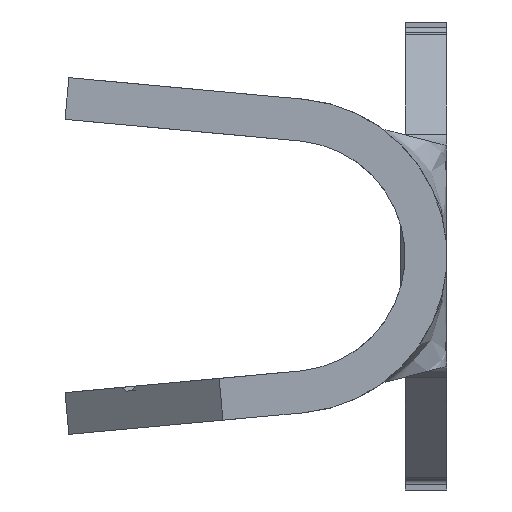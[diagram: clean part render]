
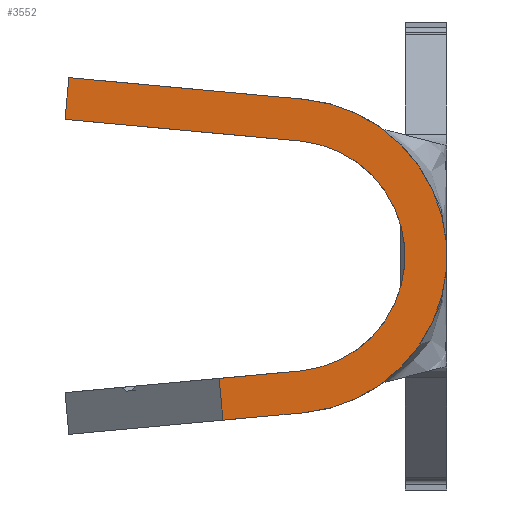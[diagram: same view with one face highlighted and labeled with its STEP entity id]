
A CAD part, left-side view. The second image highlights one B-rep face of the part: STEP entity #3552.
In plain terms, the highlighted planar face has unit normal (-1, 0, 0).
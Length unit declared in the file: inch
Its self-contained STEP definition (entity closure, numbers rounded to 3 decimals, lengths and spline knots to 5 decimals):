
#44 = AXIS2_PLACEMENT_3D ( 'NONE', #482, #3986, #986 ) ;
#147 = CARTESIAN_POINT ( 'NONE',  ( -0.74, 0.13625, 0.14937 ) ) ;
#310 = CARTESIAN_POINT ( 'NONE',  ( -0.74, 0.13625, -0.14937 ) ) ;
#408 = DIRECTION ( 'NONE',  ( 0., -0.092, -0.996 ) ) ;
#453 = VERTEX_POINT ( 'NONE', #4577 ) ;
#482 = CARTESIAN_POINT ( 'NONE',  ( -0.74, 0.15, 0. ) ) ;
#512 = ORIENTED_EDGE ( 'NONE', *, *, #988, .F. ) ;
#986 = DIRECTION ( 'NONE',  ( 0., 0., -1. ) ) ;
#988 = EDGE_CURVE ( 'NONE', #1256, #2257, #1713, .T. ) ;
#1159 = LINE ( 'NONE', #2194, #6337 ) ;
#1256 = VERTEX_POINT ( 'NONE', #147 ) ;
#1356 = EDGE_CURVE ( 'NONE', #453, #2084, #1159, .T. ) ;
#1540 = CARTESIAN_POINT ( 'NONE',  ( -0.74, 0.15, 0. ) ) ;
#1549 = LINE ( 'NONE', #2070, #3914 ) ;
#1626 = DIRECTION ( 'NONE',  ( 0., 0.996, -0.092 ) ) ;
#1643 = AXIS2_PLACEMENT_3D ( 'NONE', #1540, #5038, #2032 ) ;
#1650 = PLANE ( 'NONE',  #4921 ) ;
#1713 = CIRCLE ( 'NONE', #1643, 0.15 ) ;
#1810 = EDGE_CURVE ( 'NONE', #5047, #5837, #5544, .T. ) ;
#1970 = VECTOR ( 'NONE', #408, 39.37008 ) ;
#2032 = DIRECTION ( 'NONE',  ( 0., 0., -1. ) ) ;
#2070 = CARTESIAN_POINT ( 'NONE',  ( -0.74, 0.13625, -0.14937 ) ) ;
#2084 = VERTEX_POINT ( 'NONE', #2203 ) ;
#2120 = LINE ( 'NONE', #2746, #4652 ) ;
#2194 = CARTESIAN_POINT ( 'NONE',  ( -0.74, 0.13991, -0.10954 ) ) ;
#2203 = CARTESIAN_POINT ( 'NONE',  ( -0.74, 0.13991, -0.10954 ) ) ;
#2257 = VERTEX_POINT ( 'NONE', #310 ) ;
#2259 = CARTESIAN_POINT ( 'NONE',  ( -0.74, 0.13991, 0.10954 ) ) ;
#2425 = DIRECTION ( 'NONE',  ( 0., -0.092, 0.996 ) ) ;
#2455 = CIRCLE ( 'NONE', #44, 0.11 ) ;
#2634 = DIRECTION ( 'NONE',  ( 0., 0., -1. ) ) ;
#2681 = CARTESIAN_POINT ( 'NONE',  ( -0.74, 0.21348, -0.15648 ) ) ;
#2705 = DIRECTION ( 'NONE',  ( 0., -0.996, -0.092 ) ) ;
#2746 = CARTESIAN_POINT ( 'NONE',  ( -0.74, 0.13625, 0.14937 ) ) ;
#3519 = EDGE_CURVE ( 'NONE', #2257, #4760, #1549, .T. ) ;
#3552 = ADVANCED_FACE ( 'NONE', ( #5072 ), #1650, .F. ) ;
#3713 = EDGE_CURVE ( 'NONE', #5837, #1256, #2120, .T. ) ;
#3723 = DIRECTION ( 'NONE',  ( 0., -0.996, 0.092 ) ) ;
#3854 = EDGE_CURVE ( 'NONE', #6445, #5047, #5669, .T. ) ;
#3914 = VECTOR ( 'NONE', #1626, 39.37008 ) ;
#3986 = DIRECTION ( 'NONE',  ( -1., 0., 0. ) ) ;
#4234 = ORIENTED_EDGE ( 'NONE', *, *, #1810, .F. ) ;
#4299 = ORIENTED_EDGE ( 'NONE', *, *, #4397, .T. ) ;
#4397 = EDGE_CURVE ( 'NONE', #453, #4760, #4647, .T. ) ;
#4489 = ORIENTED_EDGE ( 'NONE', *, *, #3854, .F. ) ;
#4577 = CARTESIAN_POINT ( 'NONE',  ( -0.74, 0.21714, -0.11665 ) ) ;
#4647 = LINE ( 'NONE', #4919, #1970 ) ;
#4652 = VECTOR ( 'NONE', #2705, 39.37008 ) ;
#4760 = VERTEX_POINT ( 'NONE', #2681 ) ;
#4805 = EDGE_CURVE ( 'NONE', #2084, #6445, #2455, .T. ) ;
#4919 = CARTESIAN_POINT ( 'NONE',  ( -0.74, 0.21714, -0.11665 ) ) ;
#4921 = AXIS2_PLACEMENT_3D ( 'NONE', #5141, #5661, #2634 ) ;
#5038 = DIRECTION ( 'NONE',  ( 1., 0., 0. ) ) ;
#5047 = VERTEX_POINT ( 'NONE', #5308 ) ;
#5072 = FACE_OUTER_BOUND ( 'NONE', #6147, .T. ) ;
#5141 = CARTESIAN_POINT ( 'NONE',  ( -0.74, 0.15, 0. ) ) ;
#5197 = ORIENTED_EDGE ( 'NONE', *, *, #1356, .F. ) ;
#5308 = CARTESIAN_POINT ( 'NONE',  ( -0.74, 0.364, 0.13017 ) ) ;
#5389 = ORIENTED_EDGE ( 'NONE', *, *, #3519, .F. ) ;
#5390 = VECTOR ( 'NONE', #2425, 39.37008 ) ;
#5514 = VECTOR ( 'NONE', #6125, 39.37008 ) ;
#5544 = LINE ( 'NONE', #5955, #5390 ) ;
#5624 = CARTESIAN_POINT ( 'NONE',  ( -0.74, 0.13991, 0.10954 ) ) ;
#5661 = DIRECTION ( 'NONE',  ( 1., 0., 0. ) ) ;
#5669 = LINE ( 'NONE', #5624, #5514 ) ;
#5789 = ORIENTED_EDGE ( 'NONE', *, *, #3713, .F. ) ;
#5837 = VERTEX_POINT ( 'NONE', #6082 ) ;
#5944 = ORIENTED_EDGE ( 'NONE', *, *, #4805, .F. ) ;
#5955 = CARTESIAN_POINT ( 'NONE',  ( -0.74, 0.364, 0.13017 ) ) ;
#6082 = CARTESIAN_POINT ( 'NONE',  ( -0.74, 0.36033, 0.17 ) ) ;
#6125 = DIRECTION ( 'NONE',  ( 0., 0.996, 0.092 ) ) ;
#6147 = EDGE_LOOP ( 'NONE', ( #5197, #4299, #5389, #512, #5789, #4234, #4489, #5944 ) ) ;
#6337 = VECTOR ( 'NONE', #3723, 39.37008 ) ;
#6445 = VERTEX_POINT ( 'NONE', #2259 ) ;
